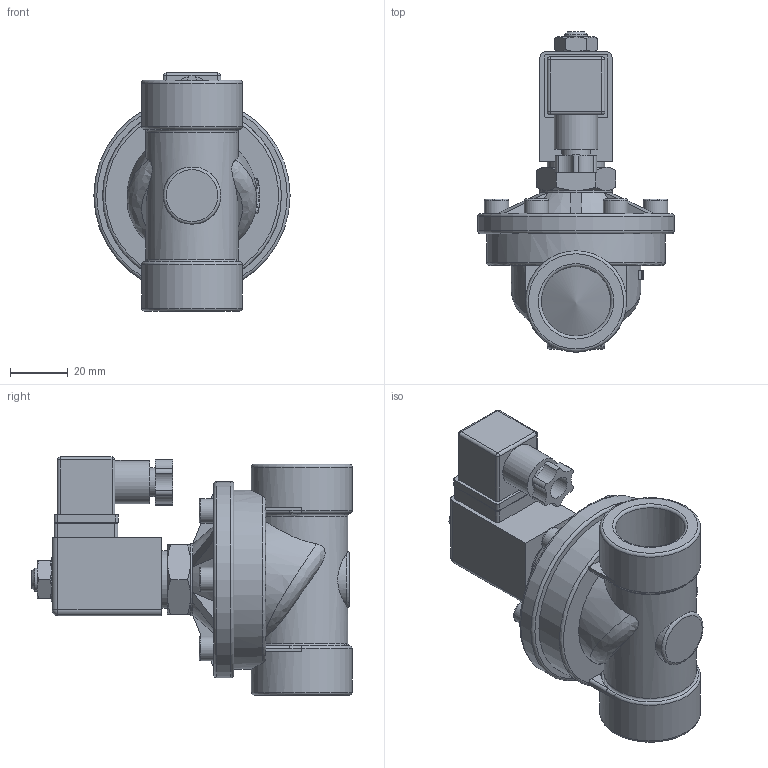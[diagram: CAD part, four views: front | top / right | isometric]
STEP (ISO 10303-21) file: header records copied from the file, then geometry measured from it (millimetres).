
FILE_DESCRIPTION(/* description */ (''),/* implementation_level */ '2;1');
FILE_NAME(/* name */ 'DN20_3D_STEP.stp',/* time_stamp */ '2024-02-15T10:20:55+03:00',/* author */ ('igorr'),/* organization */ (''),/* preprocessor_version */ 'ST-DEVELOPER v19.2',/* originating_system */ 'Autodesk Inventor 2023',/* authorisation */ '');
FILE_SCHEMA (('AUTOMOTIVE_DESIGN { 1 0 10303 214 3 1 1 }'));
Length unit declared in the file: millimetre
Products named in the file (6): Сборка1; Деталь1; соленоид; BS 3692 - M16; BS 3692 - M8; AS 1420 - 1973 - M5 x 10
Assembly tree (10 placements, depth 2):
  Сборка1
    Деталь1
    соленоид
    BS 3692 - M16
    BS 3692 - M8
    AS 1420 - 1973 - M5 x 10  x6
Bounding box: 68 x 111 x 82.5 mm (x, y, z)
Volume: 162940.3 mm3; surface area: 38015.1 mm2
Topology: 10 solids, 10 shells, 410 faces, 999 edges, 635 vertices
Faces by surface type: plane 199, cylinder 80, bspline 51, cone 47, torus 27, sphere 6
Full cylindrical faces by diameter (mm): 5 x12, 6.647 x1, 8 x2, 8.5 x6, 10 x1, 13.835 x1, 15 x2, 18 x1, 20 x3, 24.119 x2, 25 x1, 35 x2, 62 x1, 68 x1
Entity records: 11628 total; most frequent: CARTESIAN_POINT 3793, ORIENTED_EDGE 1632, DIRECTION 1402, EDGE_CURVE 816, AXIS2_PLACEMENT_3D 548, VERTEX_POINT 514, EDGE_LOOP 372, FACE_OUTER_BOUND 335
